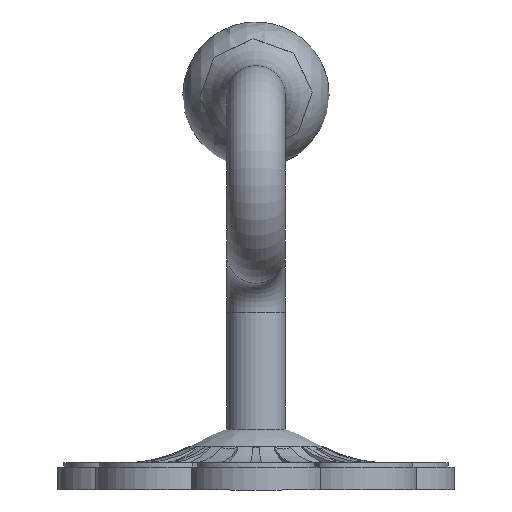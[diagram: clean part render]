
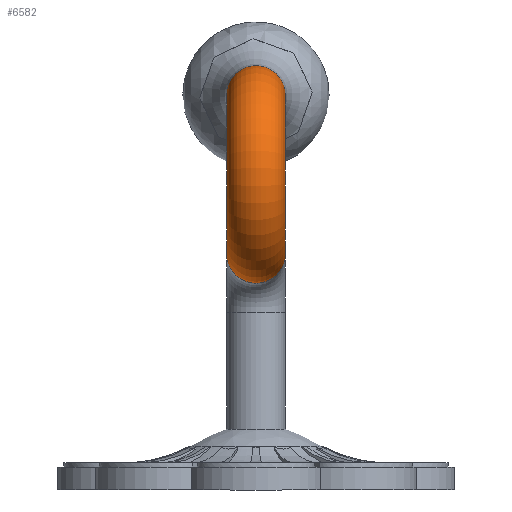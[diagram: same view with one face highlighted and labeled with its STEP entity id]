
A CAD part, front view. The second image highlights one B-rep face of the part: STEP entity #6582.
In plain terms, the highlighted toroidal (fillet/blend) face has major radius 19 mm and minor radius 7 mm.
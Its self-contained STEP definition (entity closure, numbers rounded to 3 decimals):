
#123 = CARTESIAN_POINT ( 'NONE',  ( 7., -14., 89. ) ) ;
#757 = AXIS2_PLACEMENT_3D ( 'NONE', #10250, #5199, #15359 ) ;
#910 = EDGE_LOOP ( 'NONE', ( #11053 ) ) ;
#1094 = EDGE_CURVE ( 'NONE', #12313, #12313, #13976, .T. ) ;
#2671 = EDGE_CURVE ( 'NONE', #3620, #3620, #15112, .T. ) ;
#2977 = ORIENTED_EDGE ( 'NONE', *, *, #1094, .T. ) ;
#3475 = EDGE_LOOP ( 'NONE', ( #2977 ) ) ;
#3620 = VERTEX_POINT ( 'NONE', #123 ) ;
#4677 = DIRECTION ( 'NONE',  ( 1., 0., 0. ) ) ;
#4997 = FACE_OUTER_BOUND ( 'NONE', #3475, .T. ) ;
#5171 = CARTESIAN_POINT ( 'NONE',  ( 7., -14., 51. ) ) ;
#5199 = DIRECTION ( 'NONE',  ( -1., 0., 0. ) ) ;
#5590 = CARTESIAN_POINT ( 'NONE',  ( 0., -14., 51. ) ) ;
#5648 = DIRECTION ( 'NONE',  ( 0., -1., 0. ) ) ;
#6582 = ADVANCED_FACE ( 'NONE', ( #4997, #12703 ), #10384, .T. ) ;
#10000 = AXIS2_PLACEMENT_3D ( 'NONE', #5590, #5648, #10573 ) ;
#10250 = CARTESIAN_POINT ( 'NONE',  ( 0., -14., 70. ) ) ;
#10384 = TOROIDAL_SURFACE ( 'NONE', #757, 19., 7. ) ;
#10573 = DIRECTION ( 'NONE',  ( 1., 0., 0. ) ) ;
#10820 = DIRECTION ( 'NONE',  ( 0., 1., 0. ) ) ;
#11053 = ORIENTED_EDGE ( 'NONE', *, *, #2671, .F. ) ;
#12313 = VERTEX_POINT ( 'NONE', #5171 ) ;
#12703 = FACE_OUTER_BOUND ( 'NONE', #910, .T. ) ;
#13976 = CIRCLE ( 'NONE', #10000, 7. ) ;
#15112 = CIRCLE ( 'NONE', #16045, 7. ) ;
#15359 = DIRECTION ( 'NONE',  ( 0., 0., 1. ) ) ;
#15598 = CARTESIAN_POINT ( 'NONE',  ( 0., -14., 89. ) ) ;
#16045 = AXIS2_PLACEMENT_3D ( 'NONE', #15598, #10820, #4677 ) ;
